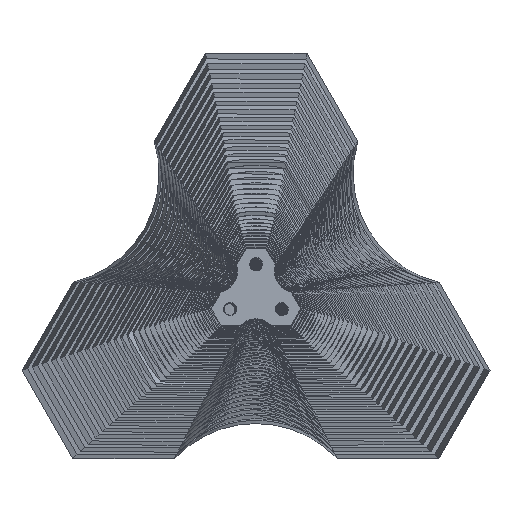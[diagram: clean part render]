
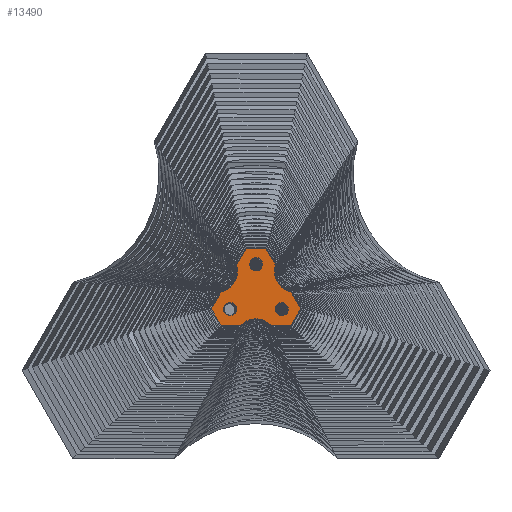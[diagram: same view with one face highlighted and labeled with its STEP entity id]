
A CAD part, left-side view. The second image highlights one B-rep face of the part: STEP entity #13490.
In plain terms, the highlighted planar face has unit normal (-1, 0, 0).
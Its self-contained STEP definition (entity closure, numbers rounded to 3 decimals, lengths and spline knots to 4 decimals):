
#1137=FACE_BOUND('',#3196,.T.);
#1138=FACE_BOUND('',#3197,.T.);
#1139=FACE_BOUND('',#3198,.T.);
#1347=LINE('',#17599,#1763);
#1348=LINE('',#17603,#1764);
#1349=LINE('',#17605,#1765);
#1350=LINE('',#17607,#1766);
#1351=LINE('',#17611,#1767);
#1352=LINE('',#17613,#1768);
#1353=LINE('',#17615,#1769);
#1354=LINE('',#17619,#1770);
#1355=LINE('',#17620,#1771);
#1763=VECTOR('',#15181,10.);
#1764=VECTOR('',#15184,10.);
#1765=VECTOR('',#15185,10.);
#1766=VECTOR('',#15186,10.);
#1767=VECTOR('',#15189,10.);
#1768=VECTOR('',#15190,10.);
#1769=VECTOR('',#15191,10.);
#1770=VECTOR('',#15194,10.);
#1771=VECTOR('',#15195,10.);
#2179=PLANE('',#14235);
#2498=FACE_OUTER_BOUND('',#3195,.T.);
#3195=EDGE_LOOP('',(#8846,#8847,#8848,#8849,#8850,#8851,#8852,#8853,#8854,
#8855,#8856,#8857));
#3196=EDGE_LOOP('',(#8858));
#3197=EDGE_LOOP('',(#8859));
#3198=EDGE_LOOP('',(#8860));
#4817=CIRCLE('',#14233,0.2002);
#4818=CIRCLE('',#14234,0.2002);
#4819=CIRCLE('',#14236,0.6592);
#4820=CIRCLE('',#14237,0.6592);
#4821=CIRCLE('',#14238,0.6592);
#4822=CIRCLE('',#14239,0.2002);
#5021=VERTEX_POINT('',#17490);
#5024=VERTEX_POINT('',#17552);
#5027=VERTEX_POINT('',#17597);
#5028=VERTEX_POINT('',#17598);
#5029=VERTEX_POINT('',#17600);
#5030=VERTEX_POINT('',#17602);
#5031=VERTEX_POINT('',#17604);
#5032=VERTEX_POINT('',#17606);
#5033=VERTEX_POINT('',#17608);
#5034=VERTEX_POINT('',#17610);
#5035=VERTEX_POINT('',#17612);
#5036=VERTEX_POINT('',#17614);
#5037=VERTEX_POINT('',#17616);
#5038=VERTEX_POINT('',#17618);
#5039=VERTEX_POINT('',#17621);
#6615=EDGE_CURVE('',#5021,#5021,#4817,.T.);
#6619=EDGE_CURVE('',#5024,#5024,#4818,.T.);
#6623=EDGE_CURVE('',#5027,#5028,#1347,.T.);
#6624=EDGE_CURVE('',#5029,#5028,#4819,.T.);
#6625=EDGE_CURVE('',#5029,#5030,#1348,.T.);
#6626=EDGE_CURVE('',#5030,#5031,#1349,.T.);
#6627=EDGE_CURVE('',#5031,#5032,#1350,.T.);
#6628=EDGE_CURVE('',#5033,#5032,#4820,.T.);
#6629=EDGE_CURVE('',#5033,#5034,#1351,.T.);
#6630=EDGE_CURVE('',#5034,#5035,#1352,.T.);
#6631=EDGE_CURVE('',#5035,#5036,#1353,.T.);
#6632=EDGE_CURVE('',#5037,#5036,#4821,.T.);
#6633=EDGE_CURVE('',#5037,#5038,#1354,.T.);
#6634=EDGE_CURVE('',#5038,#5027,#1355,.T.);
#6635=EDGE_CURVE('',#5039,#5039,#4822,.T.);
#8846=ORIENTED_EDGE('',*,*,#6623,.T.);
#8847=ORIENTED_EDGE('',*,*,#6624,.F.);
#8848=ORIENTED_EDGE('',*,*,#6625,.T.);
#8849=ORIENTED_EDGE('',*,*,#6626,.T.);
#8850=ORIENTED_EDGE('',*,*,#6627,.T.);
#8851=ORIENTED_EDGE('',*,*,#6628,.F.);
#8852=ORIENTED_EDGE('',*,*,#6629,.T.);
#8853=ORIENTED_EDGE('',*,*,#6630,.T.);
#8854=ORIENTED_EDGE('',*,*,#6631,.T.);
#8855=ORIENTED_EDGE('',*,*,#6632,.F.);
#8856=ORIENTED_EDGE('',*,*,#6633,.T.);
#8857=ORIENTED_EDGE('',*,*,#6634,.T.);
#8858=ORIENTED_EDGE('',*,*,#6615,.T.);
#8859=ORIENTED_EDGE('',*,*,#6635,.T.);
#8860=ORIENTED_EDGE('',*,*,#6619,.F.);
#13490=ADVANCED_FACE('',(#2498,#1137,#1138,#1139),#2179,.T.);
#14233=AXIS2_PLACEMENT_3D('',#17491,#15175,#15176);
#14234=AXIS2_PLACEMENT_3D('',#17553,#15177,#15178);
#14235=AXIS2_PLACEMENT_3D('',#17596,#15179,#15180);
#14236=AXIS2_PLACEMENT_3D('',#17601,#15182,#15183);
#14237=AXIS2_PLACEMENT_3D('',#17609,#15187,#15188);
#14238=AXIS2_PLACEMENT_3D('',#17617,#15192,#15193);
#14239=AXIS2_PLACEMENT_3D('',#17622,#15196,#15197);
#15175=DIRECTION('center_axis',(1.,0.,0.));
#15176=DIRECTION('ref_axis',(0.,0.5,0.866));
#15177=DIRECTION('center_axis',(-1.,0.,0.));
#15178=DIRECTION('ref_axis',(0.,-1.,0.));
#15179=DIRECTION('center_axis',(-1.,0.,0.));
#15180=DIRECTION('ref_axis',(0.,0.,1.));
#15181=DIRECTION('',(0.,0.502,-0.865));
#15182=DIRECTION('center_axis',(-1.,0.,0.));
#15183=DIRECTION('ref_axis',(0.,-0.232,-0.973));
#15184=DIRECTION('',(0.,0.502,-0.865));
#15185=DIRECTION('',(0.,-0.498,-0.867));
#15186=DIRECTION('',(0.,-1.,-0.002));
#15187=DIRECTION('center_axis',(-1.,0.,0.));
#15188=DIRECTION('ref_axis',(0.,-0.726,0.687));
#15189=DIRECTION('',(0.,-1.,-0.002));
#15190=DIRECTION('',(0.,-0.502,0.865));
#15191=DIRECTION('',(0.,0.498,0.867));
#15192=DIRECTION('center_axis',(-1.,0.,0.));
#15193=DIRECTION('ref_axis',(0.,0.958,0.285));
#15194=DIRECTION('',(0.,0.498,0.867));
#15195=DIRECTION('',(0.,1.,0.002));
#15196=DIRECTION('center_axis',(1.,0.,0.));
#15197=DIRECTION('ref_axis',(0.,0.5,-0.866));
#17490=CARTESIAN_POINT('',(0.1753,0.6949,-0.6324));
#17491=CARTESIAN_POINT('Origin',(0.1753,0.795,-0.459));
#17552=CARTESIAN_POINT('',(0.1753,0.2002,0.918));
#17553=CARTESIAN_POINT('Origin',(0.1753,0.,
0.918));
#17596=CARTESIAN_POINT('Origin',(0.1753,1.5,0.));
#17597=CARTESIAN_POINT('',(0.1753,0.2987,1.4203));
#17598=CARTESIAN_POINT('',(0.1753,0.6,0.9015));
#17599=CARTESIAN_POINT('',(0.1753,0.2987,1.4203));
#17600=CARTESIAN_POINT('',(0.1753,1.0782,0.0703));
#17601=CARTESIAN_POINT('Origin',(0.1753,1.2312,0.7115));
#17602=CARTESIAN_POINT('',(0.1753,1.3794,-0.4485));
#17603=CARTESIAN_POINT('',(0.1753,1.0782,0.0703));
#17604=CARTESIAN_POINT('',(0.1753,1.0807,-0.9689));
#17605=CARTESIAN_POINT('',(0.1753,1.3794,-0.4485));
#17606=CARTESIAN_POINT('',(0.1753,0.4807,-0.9703));
#17607=CARTESIAN_POINT('',(0.1753,1.0807,-0.9689));
#17608=CARTESIAN_POINT('',(0.1753,-0.4782,-0.9689));
#17609=CARTESIAN_POINT('Origin',(0.1753,0.0006,
-1.4221));
#17610=CARTESIAN_POINT('',(0.1753,-1.0782,-0.9703));
#17611=CARTESIAN_POINT('',(0.1753,-0.4782,-0.9689));
#17612=CARTESIAN_POINT('',(0.1753,-1.3794,-0.4515));
#17613=CARTESIAN_POINT('',(0.1753,-1.0782,-0.9703));
#17614=CARTESIAN_POINT('',(0.1753,-1.0807,0.0689));
#17615=CARTESIAN_POINT('',(0.1753,-1.3794,-0.4515));
#17616=CARTESIAN_POINT('',(0.1753,-0.6,0.8985));
#17617=CARTESIAN_POINT('Origin',(0.1753,-1.2318,0.7105));
#17618=CARTESIAN_POINT('',(0.1753,-0.3013,1.4189));
#17619=CARTESIAN_POINT('',(0.1753,-0.6,0.8985));
#17620=CARTESIAN_POINT('',(0.1753,-0.3013,1.4189));
#17621=CARTESIAN_POINT('',(0.1753,-0.8951,-0.2856));
#17622=CARTESIAN_POINT('Origin',(0.1753,-0.795,-0.459));
